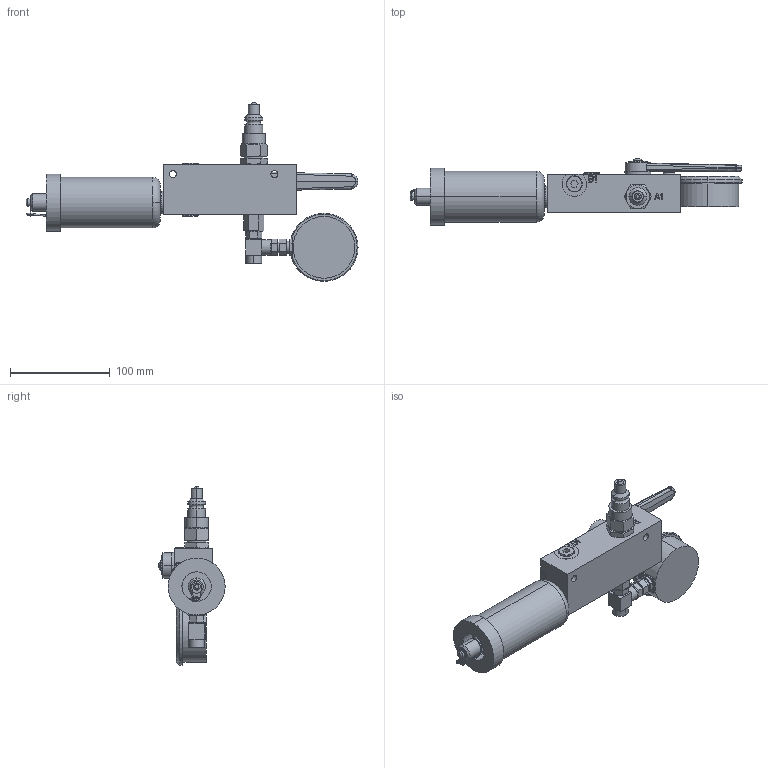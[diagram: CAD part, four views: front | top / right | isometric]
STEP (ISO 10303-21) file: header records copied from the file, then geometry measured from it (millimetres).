
FILE_DESCRIPTION((''),'2;1');
FILE_NAME('ILC56000202','2016-04-21T',('gar'),(''),'PRO/ENGINEER BY PARAMETRIC TECHNOLOGY CORPORATION, 2013320','PRO/ENGINEER BY PARAMETRIC TECHNOLOGY CORPORATION, 2013320','');
FILE_SCHEMA(('AUTOMOTIVE_DESIGN { 1 0 10303 214 1 1 1 1 }'));
Length unit declared in the file: inch
Products named in the file (1): ILC56000202
Bounding box: 332.35 x 66.47 x 179.01 mm (x, y, z)
Volume: 619484.4 mm3; surface area: 95060.1 mm2
Topology: 5 solids, 14 shells, 671 faces, 1671 edges, 1075 vertices
Faces by surface type: plane 430, cylinder 127, cone 80, torus 16, bspline 16, sphere 2
Entity records: 26394 total; most frequent: CARTESIAN_POINT 5079, DIRECTION 3296, ORIENTED_EDGE 3286, PRESENTATION_STYLE_ASSIGNMENT 1678, STYLED_ITEM 1669, CURVE_STYLE 1657, EDGE_CURVE 1657, VECTOR 1186
